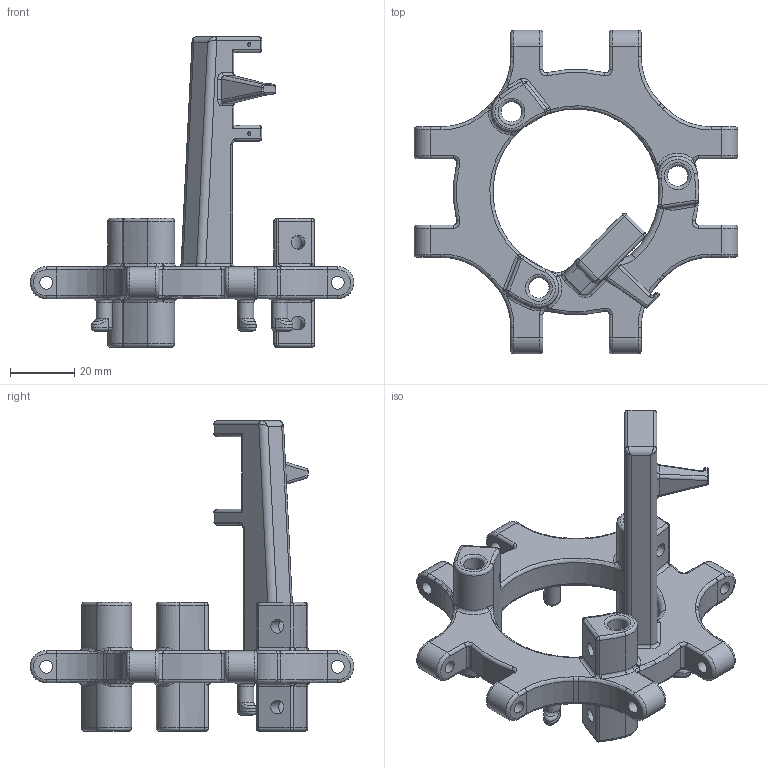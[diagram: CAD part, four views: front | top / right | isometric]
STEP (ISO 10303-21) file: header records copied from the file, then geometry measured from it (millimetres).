
FILE_DESCRIPTION(/* description */ ('STEP AP242','CAx-IF Rec.Pracs.---Representation and Presentation of Product Manufacturing Information (PMI)---4.0---2014-10-13','CAx-IF Rec.Pracs.---3D Tessellated Geometry---0.4---2014-09-14','2;1'),/* implementation_level */ '2;1');
FILE_NAME(/* name */ 'Assembly - Part 23',/* time_stamp */ '2025-07-23T17:14:24Z',/* author */ (''),/* organization */ (''),/* preprocessor_version */ 'ST-DEVELOPER v20',/* originating_system */ 'ONSHAPE BY PTC INC, 1.201',/* authorisation */ ' ');
FILE_SCHEMA (('AP242_MANAGED_MODEL_BASED_3D_ENGINEERING_MIM_LF { 1 0 10303 442 1 1 4 }'));
Length unit declared in the file: metre
Products named in the file (1): Part 23
Bounding box: 100.41 x 100.41 x 96.3 mm (x, y, z)
Volume: 59400.5 mm3; surface area: 25299.1 mm2
Topology: 1 solids, 1 shells, 475 faces, 1151 edges, 631 vertices
Faces by surface type: cylinder 181, torus 135, bspline 74, plane 63, sphere 20, cone 2
Full cylindrical faces by diameter (mm): 1.2 x2, 4 x8, 4.3 x6, 5 x4, 6.35 x3
Entity records: 15068 total; most frequent: CARTESIAN_POINT 4601, DIRECTION 2324, ORIENTED_EDGE 2102, EDGE_CURVE 1051, AXIS2_PLACEMENT_3D 1008, VERTEX_POINT 617, CIRCLE 560, FACE_BOUND 550
